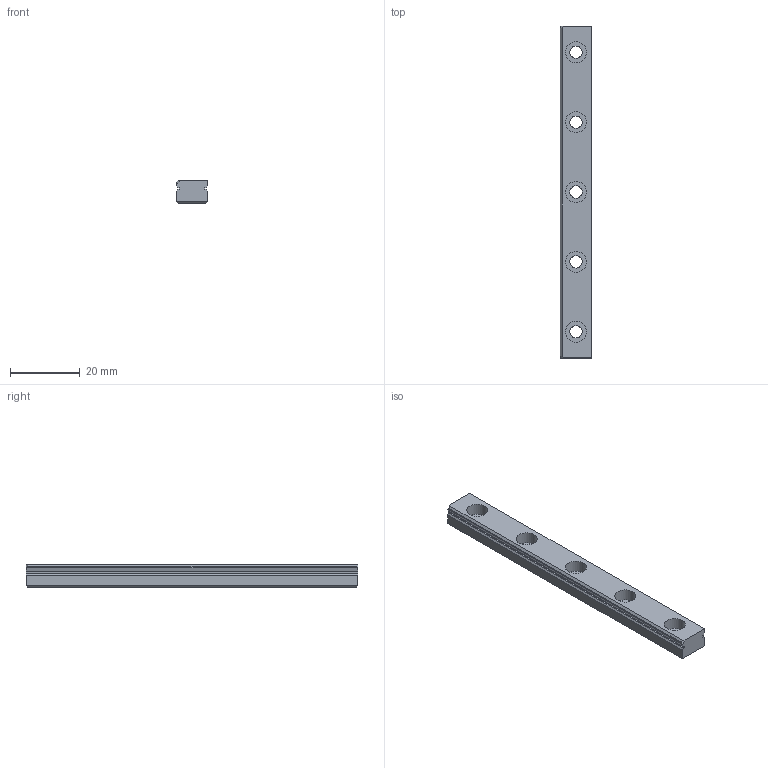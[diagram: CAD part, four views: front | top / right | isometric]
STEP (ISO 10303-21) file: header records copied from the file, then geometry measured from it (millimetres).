
FILE_DESCRIPTION(('FreeCAD Model'),'2;1');
FILE_NAME('Open CASCADE Shape Model','2021-10-02T13:34:57',('Author'),( ''),'Open CASCADE STEP processor 7.5','FreeCAD','Unknown');
FILE_SCHEMA(('AUTOMOTIVE_DESIGN { 1 0 10303 214 1 1 1 1 }'));
Length unit declared in the file: millimetre
Products named in the file (1): Body
Bounding box: 9 x 95 x 6.5 mm (x, y, z)
Volume: 4751.7 mm3; surface area: 3565.3 mm2
Topology: 1 solids, 1 shells, 41 faces, 98 edges, 64 vertices
Faces by surface type: plane 31, cylinder 10
Full cylindrical faces by diameter (mm): 3.5 x5, 6 x5
Entity records: 1222 total; most frequent: CARTESIAN_POINT 204, DIRECTION 202, ORIENTED_EDGE 196, EDGE_CURVE 98, LINE 78, VECTOR 78, VERTEX_POINT 64, AXIS2_PLACEMENT_3D 62
